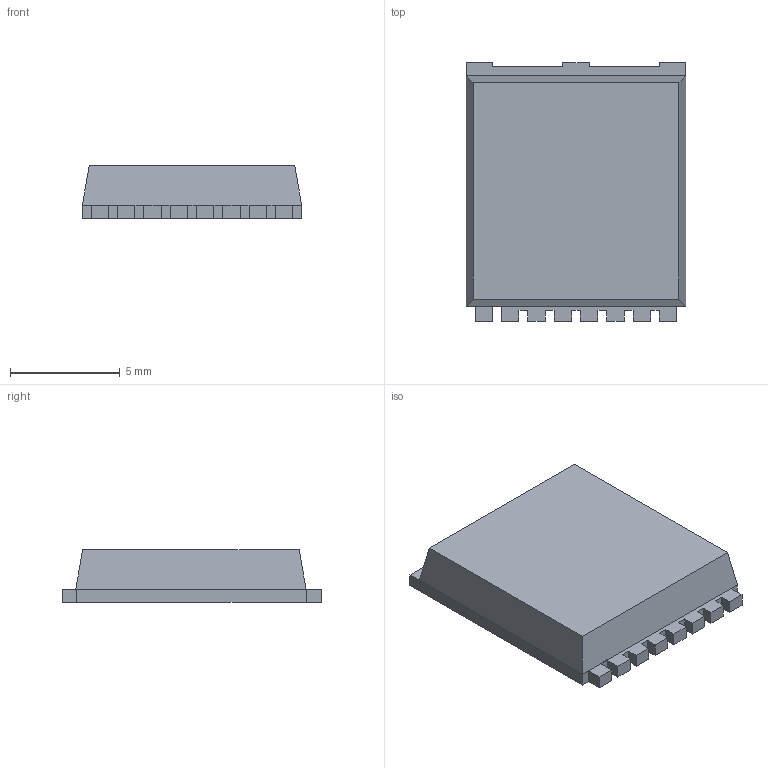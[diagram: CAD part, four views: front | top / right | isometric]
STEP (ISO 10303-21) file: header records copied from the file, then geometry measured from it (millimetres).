
FILE_DESCRIPTION(/* description */ (''),/* implementation_level */ '2;1');
FILE_NAME(/* name */ 'FAIRCHILD_MO-299A.stp',/* time_stamp */ '2016-04-19T14:48:48+02:00',/* author */ ('riccim'),/* organization */ ('SolidWorks'),/* preprocessor_version */ 'ST-DEVELOPER v15.5',/* originating_system */ 'AutoCAD Mechanical',/* authorisation */ ' ');
FILE_SCHEMA (('AUTOMOTIVE_DESIGN { 1 0 10303 214 3 1 1 }'));
Length unit declared in the file: millimetre
Products named in the file (1): Product
Bounding box: 10 x 11.8 x 2.4 mm (x, y, z)
Volume: 246.3 mm3; surface area: 578.9 mm2
Topology: 5 solids, 5 shells, 86 faces, 228 edges, 152 vertices
Faces by surface type: plane 86
Entity records: 2647 total; most frequent: CARTESIAN_POINT 467, ORIENTED_EDGE 456, DIRECTION 402, LINE 228, VECTOR 228, EDGE_CURVE 228, VERTEX_POINT 152, AXIS2_PLACEMENT_3D 87
